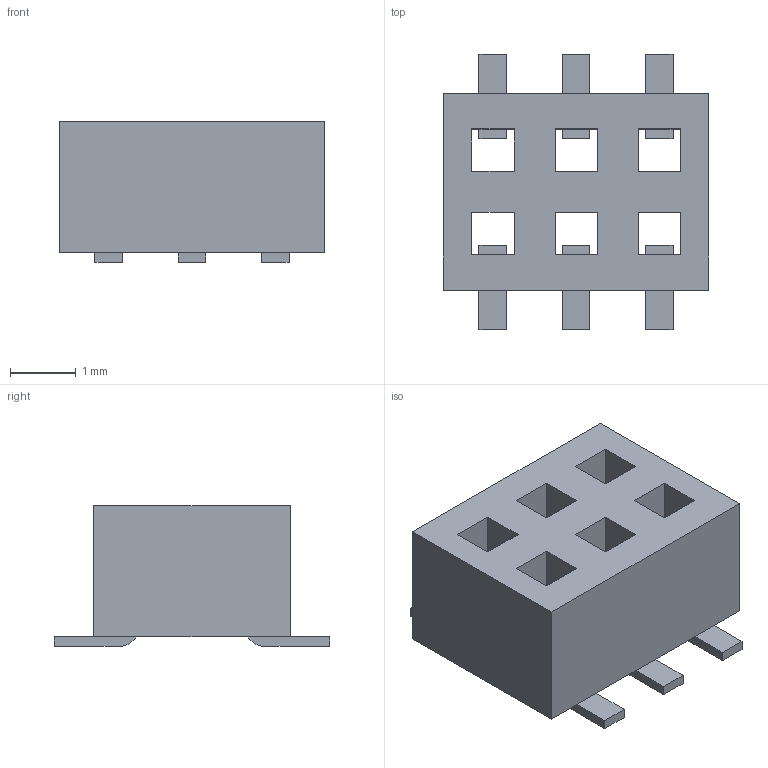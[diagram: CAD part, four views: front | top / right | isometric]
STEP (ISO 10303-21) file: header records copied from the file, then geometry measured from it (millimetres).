
FILE_DESCRIPTION(('FreeCAD Model'),'2;1');
FILE_NAME('Open CASCADE Shape Model','2021-06-03T10:24:28',('Author'),( ''),'Open CASCADE STEP processor 7.5','FreeCAD','Unknown');
FILE_SCHEMA(('AUTOMOTIVE_DESIGN { 1 0 10303 214 1 1 1 1 }'));
Length unit declared in the file: millimetre
Products named in the file (6): BD050_06; body; pin row 1; Body; pin row 2; Body001
Assembly tree (9 placements, depth 3):
  BD050_06
    body
    pin row 1
      Body  x3
    pin row 2
      Body001  x3
Bounding box: 4.05 x 4.2 x 2.15 mm (x, y, z)
Volume: 19.7 mm3; surface area: 88.6 mm2
Topology: 7 solids, 7 shells, 78 faces, 192 edges, 128 vertices
Faces by surface type: plane 66, cylinder 12
Entity records: 3041 total; most frequent: CARTESIAN_POINT 592, DIRECTION 384, LINE 248, VECTOR 248, ORIENTED_EDGE 240, PCURVE 240, DEFINITIONAL_REPRESENTATION 240, EDGE_CURVE 120
